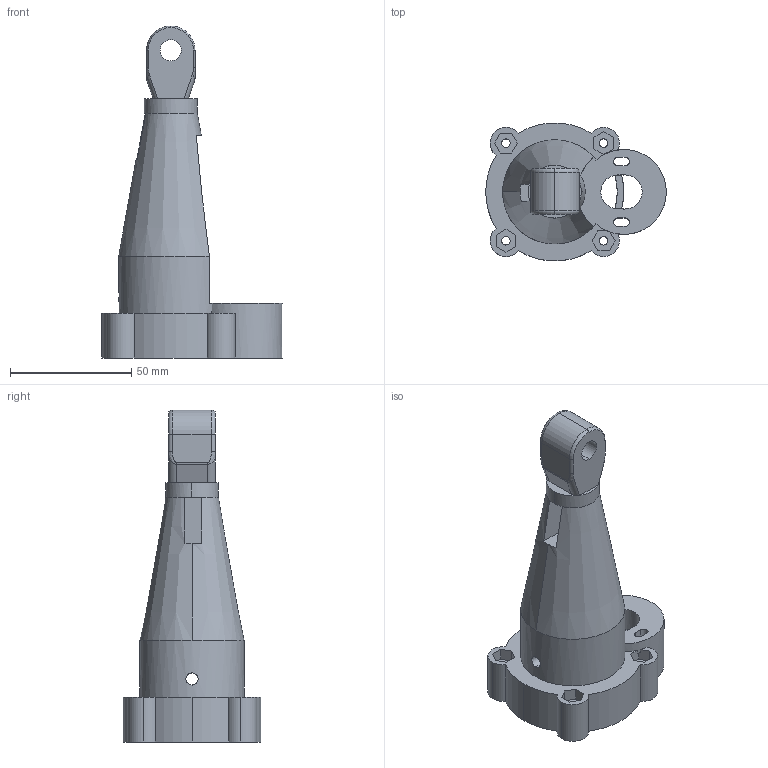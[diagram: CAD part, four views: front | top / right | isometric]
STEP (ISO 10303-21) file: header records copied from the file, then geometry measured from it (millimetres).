
FILE_DESCRIPTION (( 'STEP AP214' ), '1' );
FILE_NAME ('Torpedo_A_Case_V6_Planetary.STEP', '2023-02-21T02:01:43', ( '' ), ( '' ), 'SwSTEP 2.0', 'SolidWorks 2013', '' );
FILE_SCHEMA (( 'AUTOMOTIVE_DESIGN' ));
Length unit declared in the file: millimetre
Products named in the file (1): Torpedo_A_Case_V6_Planetary
Bounding box: 74.5 x 56.82 x 137 mm (x, y, z)
Volume: 106264.4 mm3; surface area: 30577.6 mm2
Topology: 1 solids, 1 shells, 144 faces, 396 edges, 255 vertices
Faces by surface type: plane 70, cylinder 64, torus 4, bspline 4, cone 2
Entity records: 5047 total; most frequent: CARTESIAN_POINT 1262, DIRECTION 797, ORIENTED_EDGE 792, EDGE_CURVE 396, AXIS2_PLACEMENT_3D 292, VERTEX_POINT 255, LINE 213, VECTOR 213
